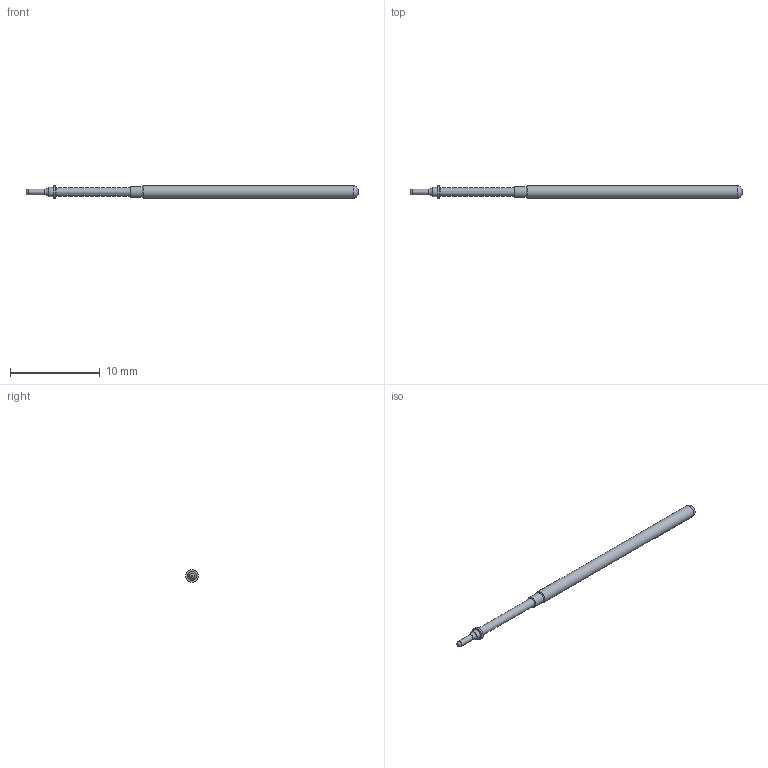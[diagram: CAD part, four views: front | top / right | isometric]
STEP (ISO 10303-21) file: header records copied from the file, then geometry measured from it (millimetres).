
FILE_DESCRIPTION (( 'STEP AP214' ), '1' );
FILE_NAME ('100-PR_4070_.STEP', '2017-10-06T18:17:21', ( '' ), ( '' ), 'SwSTEP 2.0', 'SolidWorks 2017', '' );
FILE_SCHEMA (( 'AUTOMOTIVE_DESIGN' ));
Length unit declared in the file: inch
Products named in the file (1): 100-PR_4070_
Bounding box: 37.09 x 1.42 x 1.42 mm (x, y, z)
Volume: 44.2 mm3; surface area: 143.6 mm2
Topology: 1 solids, 1 shells, 16 faces, 31 edges, 19 vertices
Faces by surface type: cylinder 5, cone 4, plane 4, torus 3
Full cylindrical faces by diameter (mm): 0.635 x1, 1.016 x1, 1.219 x1, 1.367 x1, 1.422 x1
Entity records: 562 total; most frequent: DIRECTION 64, CARTESIAN_POINT 47, AXIS2_PLACEMENT_3D 32, EDGE_LOOP 30, ORIENTED_EDGE 30, FACE_OUTER_BOUND 24, LENGTH_MEASURE_WITH_UNIT 19, UNCERTAINTY_MEASURE_WITH_UNIT 19
